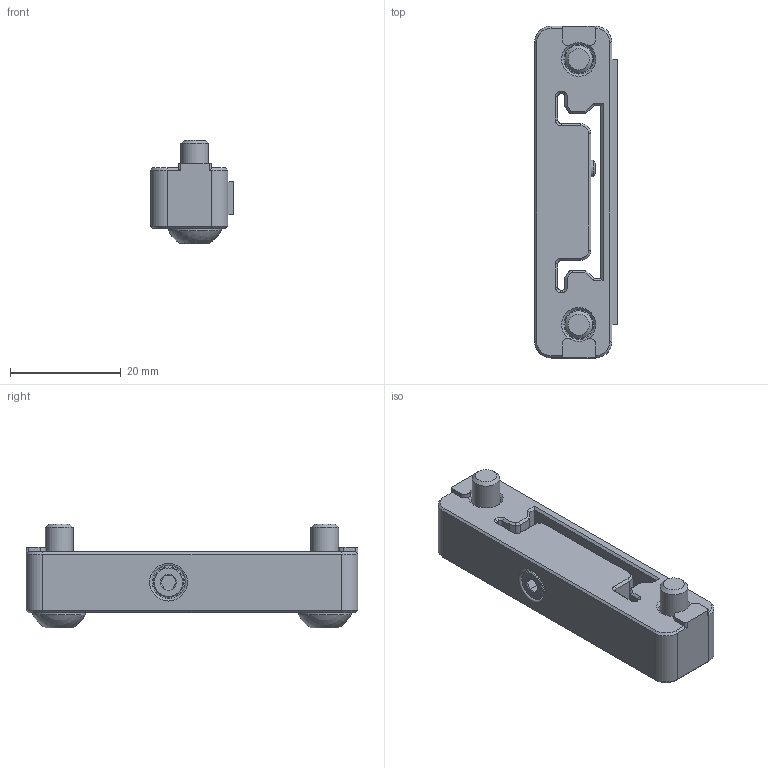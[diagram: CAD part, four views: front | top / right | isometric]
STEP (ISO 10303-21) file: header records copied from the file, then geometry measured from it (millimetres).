
FILE_DESCRIPTION(/* description */ (''),/* implementation_level */ '2;1');
FILE_NAME(/* name */ 'DIN_Mount (1).step',/* time_stamp */ '2022-04-09T14:26:06-06:00',/* author */ (''),/* organization */ (''),/* preprocessor_version */ 'ST-DEVELOPER v18.1',/* originating_system */ 'Autodesk Translation Framework v10.14.0.1471',/* authorisation */ '');
FILE_SCHEMA (('AUTOMOTIVE_DESIGN { 1 0 10303 214 3 1 1 }'));
Length unit declared in the file: millimetre
Products named in the file (5): DIN_Mount (1); Foam Tape (1mm) (2); M5x16 BHCS (21); M5x16 BHCS (16); M3x8 SHCS (87)
Assembly tree (4 placements, depth 2):
  DIN_Mount (1)
    Foam Tape (1mm) (2)
    M5x16 BHCS (21)
    M5x16 BHCS (16)
    M3x8 SHCS (87)
Bounding box: 15 x 60 x 18.75 mm (x, y, z)
Volume: 8783.9 mm3; surface area: 6193.7 mm2
Topology: 5 solids, 5 shells, 205 faces, 447 edges, 259 vertices
Faces by surface type: plane 113, cone 55, cylinder 34, sphere 2, torus 1
Full cylindrical faces by diameter (mm): 2.9 x1, 3 x1, 5 x2, 5.4 x2, 5.5 x1, 6 x1, 9.5 x2
Entity records: 5640 total; most frequent: DIRECTION 987, CARTESIAN_POINT 976, ORIENTED_EDGE 894, EDGE_CURVE 447, AXIS2_PLACEMENT_3D 348, LINE 291, VECTOR 291, VERTEX_POINT 259
